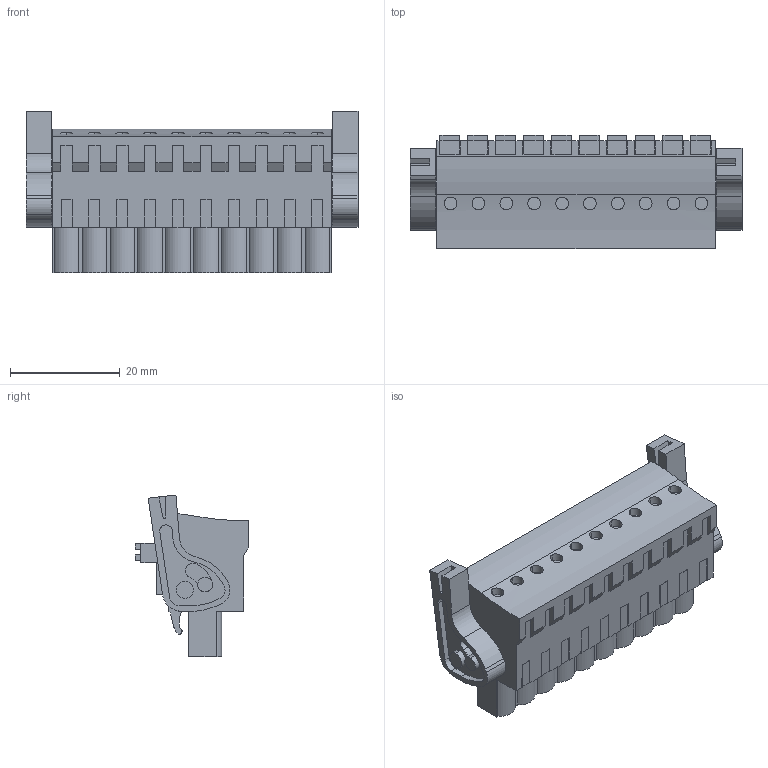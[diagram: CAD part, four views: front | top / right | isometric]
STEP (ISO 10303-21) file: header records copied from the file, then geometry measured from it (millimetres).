
FILE_DESCRIPTION(('CATIA V5 STEP Exchange','CAx-IF Rec.Pracs.--- Model Styling and Organization---1.2---2011-12-15'),'2;1');
FILE_NAME ('D1446213_0_1000720001_1000720001.stp','2017-09-09T07:10:51+00:00',('none'),('Weidmueller'),'CATIA Version 5-6 Release 2014','CATIA V5 STEP AP214','none');
FILE_SCHEMA(('AUTOMOTIVE_DESIGN { 1 0 10303 214 1 1 1 1 }'));
Length unit declared in the file: millimetre
Products named in the file (1): 1000720001
Bounding box: 60.5 x 20.64 x 29.52 mm (x, y, z)
Volume: 16612.9 mm3; surface area: 8483.3 mm2
Topology: 13 solids, 13 shells, 767 faces, 2175 edges, 1482 vertices
Faces by surface type: plane 581, cylinder 176, extrusion 10
Entity records: 23184 total; most frequent: CARTESIAN_POINT 4569, ORIENTED_EDGE 4350, DIRECTION 2964, EDGE_CURVE 2175, VECTOR 1760, LINE 1750, VERTEX_POINT 1482, EDGE_LOOP 823
